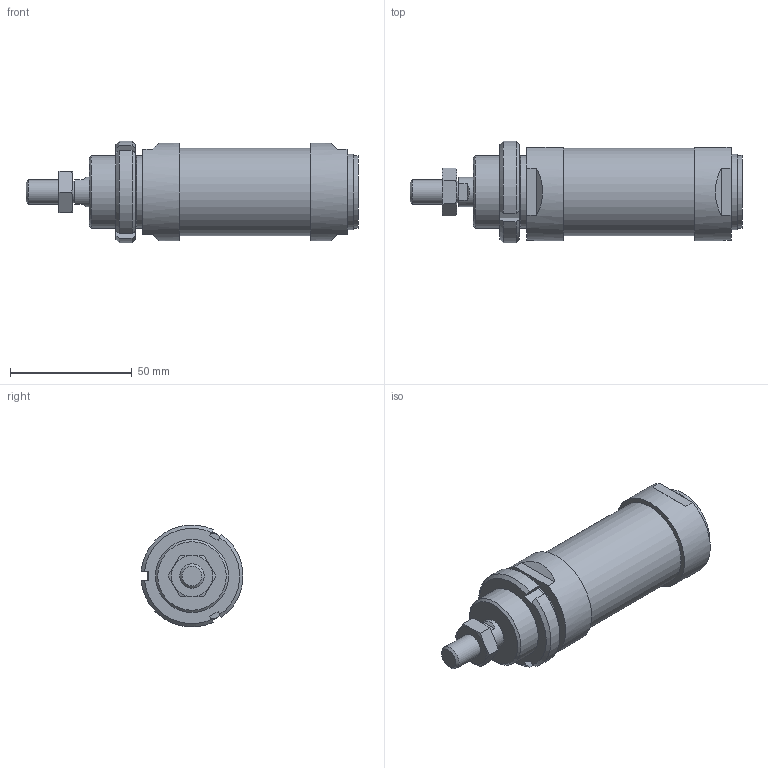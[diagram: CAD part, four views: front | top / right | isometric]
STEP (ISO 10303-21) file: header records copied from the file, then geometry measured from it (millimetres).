
FILE_DESCRIPTION(/* description */ ('STEP AP214'),/* implementation_level */ '2;1');
FILE_NAME(/* name */ '1273.32.15(0)',/* time_stamp */ '2022-11-02T15:59:40+01:00',/* author */ ('License CC BY-ND 4.0'),/* organization */ ('CADENAS'),/* preprocessor_version */ 'ST-DEVELOPER v18.102',/* originating_system */ 'PARTsolutions',/* authorisation */ ' ');
FILE_SCHEMA (('AUTOMOTIVE_DESIGN {1 0 10303 214 3 1 1}'));
Length unit declared in the file: millimetre
Products named in the file (7): 1273.32.15(0); n_iso_6432_32; rod_iso_6432_3217315; rh_iso_6432_321; 1200.32.05; fh_iso_6432_321; barrel_iso_6432_3217315
Assembly tree (6 placements, depth 2):
  1273.32.15(0)
    n_iso_6432_32
    rod_iso_6432_3217315
    rh_iso_6432_321
    1200.32.05
    fh_iso_6432_321
    barrel_iso_6432_3217315
Bounding box: 136.5 x 41.83 x 41.86 mm (x, y, z)
Volume: 113776.9 mm3; surface area: 34638.1 mm2
Topology: 6 solids, 6 shells, 101 faces, 216 edges, 136 vertices
Faces by surface type: plane 50, cone 29, cylinder 22
Full cylindrical faces by diameter (mm): 8.566 x3, 8.647 x1, 8.8 x1, 10 x1, 12 x2, 24 x2, 28.3 x1, 28.376 x1, 30 x3, 31 x1, 36 x1
Entity records: 2794 total; most frequent: CARTESIAN_POINT 536, DIRECTION 448, ORIENTED_EDGE 372, AXIS2_PLACEMENT_3D 190, EDGE_CURVE 186, EDGE_LOOP 146, FACE_BOUND 146, VERTEX_POINT 134
